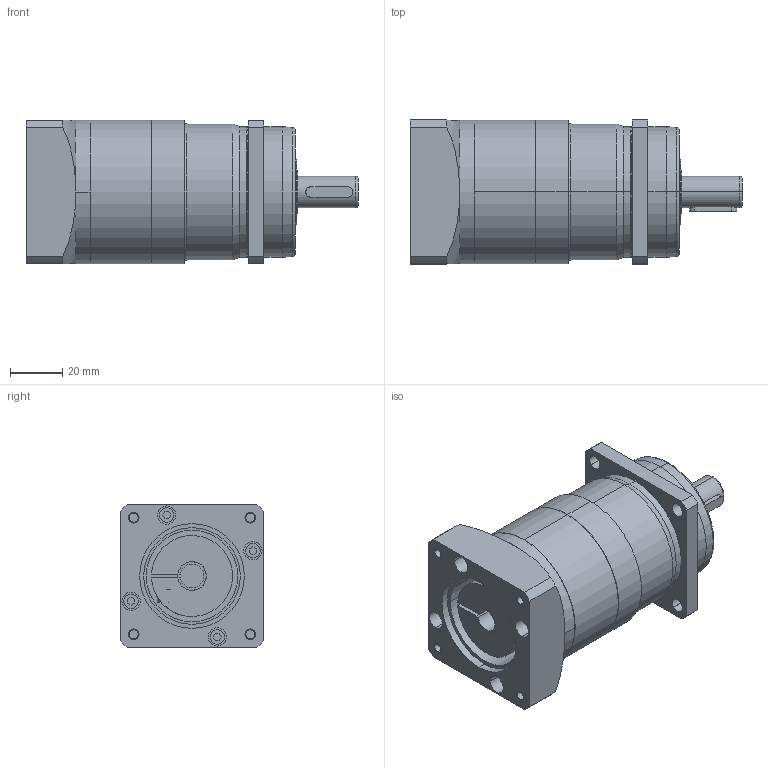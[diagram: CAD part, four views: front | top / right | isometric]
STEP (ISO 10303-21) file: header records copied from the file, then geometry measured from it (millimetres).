
FILE_DESCRIPTION((''),'2;1');
FILE_NAME('MB_PSN_MASTER','2024-12-06T14:32:43',('agw'),(''),'CREO PARAMETRIC BY PTC INC, 2022124','CREO PARAMETRIC BY PTC INC, 2022124','');
FILE_SCHEMA(('AUTOMOTIVE_DESIGN { 1 0 10303 214 1 1 1 1 }'));
Length unit declared in the file: millimetre
Products named in the file (1): MB_PSN_MASTER
Bounding box: 127 x 55 x 55 mm (x, y, z)
Volume: 236363.6 mm3; surface area: 36671.8 mm2
Topology: 1 solids, 12 shells, 262 faces, 625 edges, 453 vertices
Faces by surface type: plane 125, cylinder 111, cone 14, torus 8, bspline 4
Entity records: 9839 total; most frequent: CARTESIAN_POINT 1558, DIRECTION 1409, ORIENTED_EDGE 1156, EDGE_CURVE 588, AXIS2_PLACEMENT_3D 524, VERTEX_POINT 381, VECTOR 361, LINE 361
